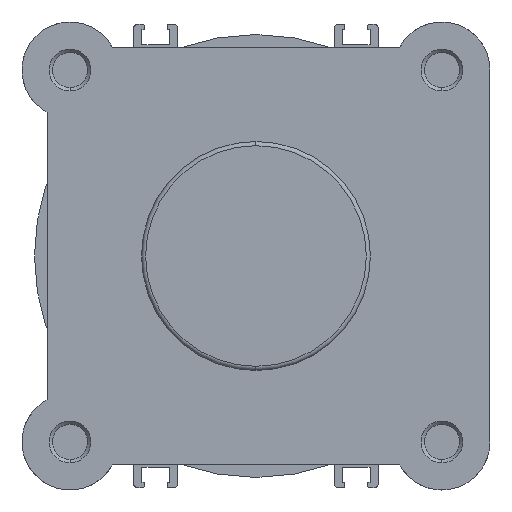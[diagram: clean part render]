
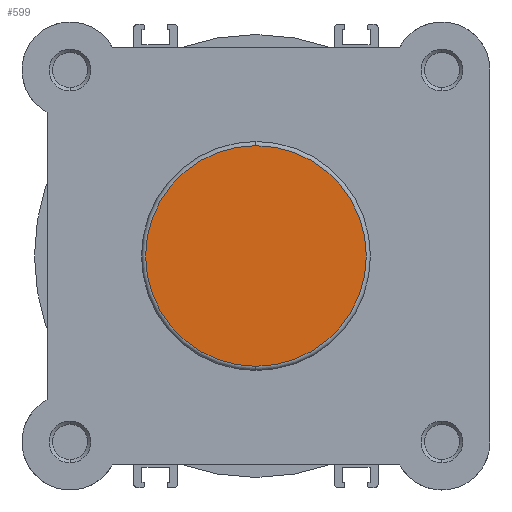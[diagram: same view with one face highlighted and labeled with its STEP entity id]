
A CAD part, left-side view. The second image highlights one B-rep face of the part: STEP entity #599.
In plain terms, the highlighted planar face has unit normal (-1, 0, 0).
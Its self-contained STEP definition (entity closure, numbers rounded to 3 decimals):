
#599 = ADVANCED_FACE ( 'NONE', ( #7473 ), #985, .F. ) ;
#806 = DIRECTION ( 'NONE',  ( 0., 0., -1. ) ) ;
#970 = DIRECTION ( 'NONE',  ( 1., 0., 0. ) ) ;
#985 = PLANE ( 'NONE',  #7073 ) ;
#1083 = CARTESIAN_POINT ( 'NONE',  ( 0., 27.4, 0. ) ) ;
#1168 = VERTEX_POINT ( 'NONE', #4174 ) ;
#1171 = VERTEX_POINT ( 'NONE', #4177 ) ;
#1952 = CIRCLE ( 'NONE', #5013, 26.4 ) ;
#2040 = CIRCLE ( 'NONE', #5046, 26.4 ) ;
#2904 = CARTESIAN_POINT ( 'NONE',  ( 0., 0., 0. ) ) ;
#2905 = DIRECTION ( 'NONE',  ( -1., 0., 0. ) ) ;
#2906 = DIRECTION ( 'NONE',  ( 0., 0., -1. ) ) ;
#3055 = CARTESIAN_POINT ( 'NONE',  ( 0., 0., 0. ) ) ;
#3062 = DIRECTION ( 'NONE',  ( -1., 0., 0. ) ) ;
#3063 = DIRECTION ( 'NONE',  ( 0., 0., -1. ) ) ;
#4174 = CARTESIAN_POINT ( 'NONE',  ( 0., 0., -26.4 ) ) ;
#4177 = CARTESIAN_POINT ( 'NONE',  ( 0., 0., 26.4 ) ) ;
#5013 = AXIS2_PLACEMENT_3D ( 'NONE', #2904, #2905, #2906 ) ;
#5046 = AXIS2_PLACEMENT_3D ( 'NONE', #3055, #3062, #3063 ) ;
#5408 = EDGE_LOOP ( 'NONE', ( #5524, #5536 ) ) ;
#5524 = ORIENTED_EDGE ( 'NONE', *, *, #7031, .T. ) ;
#5536 = ORIENTED_EDGE ( 'NONE', *, *, #6969, .T. ) ;
#6969 = EDGE_CURVE ( 'NONE', #1171, #1168, #1952, .T. ) ;
#7031 = EDGE_CURVE ( 'NONE', #1168, #1171, #2040, .T. ) ;
#7073 = AXIS2_PLACEMENT_3D ( 'NONE', #1083, #970, #806 ) ;
#7473 = FACE_OUTER_BOUND ( 'NONE', #5408, .T. ) ;
